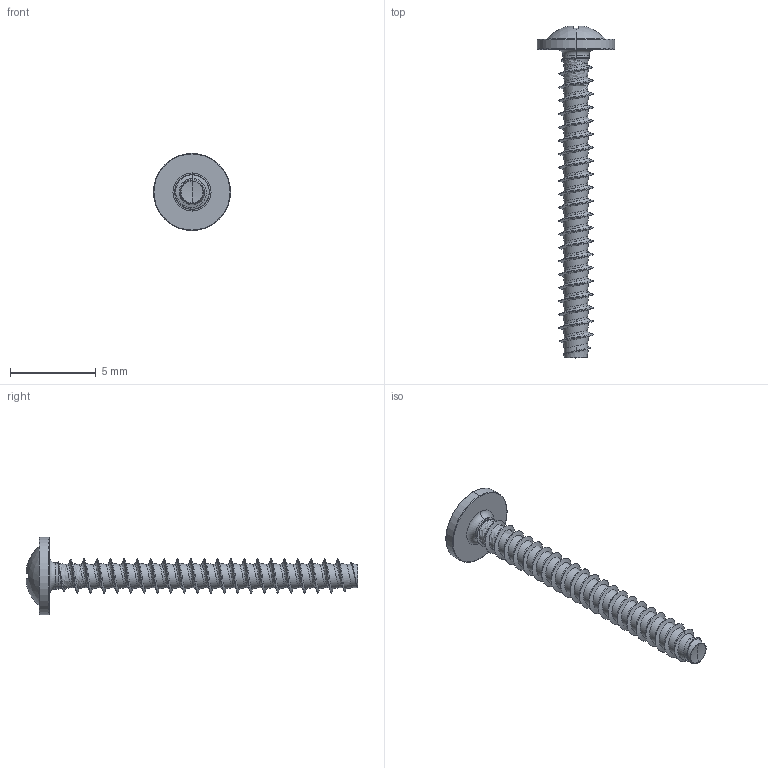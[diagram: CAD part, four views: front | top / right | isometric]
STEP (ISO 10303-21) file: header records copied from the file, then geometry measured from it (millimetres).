
FILE_DESCRIPTION (( 'STEP AP203' ), '1' );
FILE_NAME ('STP310200180.STEP', '2017-08-15T04:06:14', ( '' ), ( '' ), 'SwSTEP 2.0', 'SolidWorks 2015', '' );
FILE_SCHEMA (( 'CONFIG_CONTROL_DESIGN' ));
Products named in the file (1): STP310200180
Bounding box: 4.5 x 19.37 x 4.5 mm (x, y, z)
Volume: 44.2 mm3; surface area: 175.4 mm2
Topology: 1 solids, 1 shells, 210 faces, 498 edges, 291 vertices
Faces by surface type: cylinder 70, bspline 51, torus 30, sphere 28, plane 23, cone 8
Entity records: 33986 total; most frequent: CARTESIAN_POINT 29607, ORIENTED_EDGE 992, DIRECTION 808, EDGE_CURVE 496, AXIS2_PLACEMENT_3D 353, VERTEX_POINT 291, EDGE_LOOP 213, FACE_OUTER_BOUND 210
